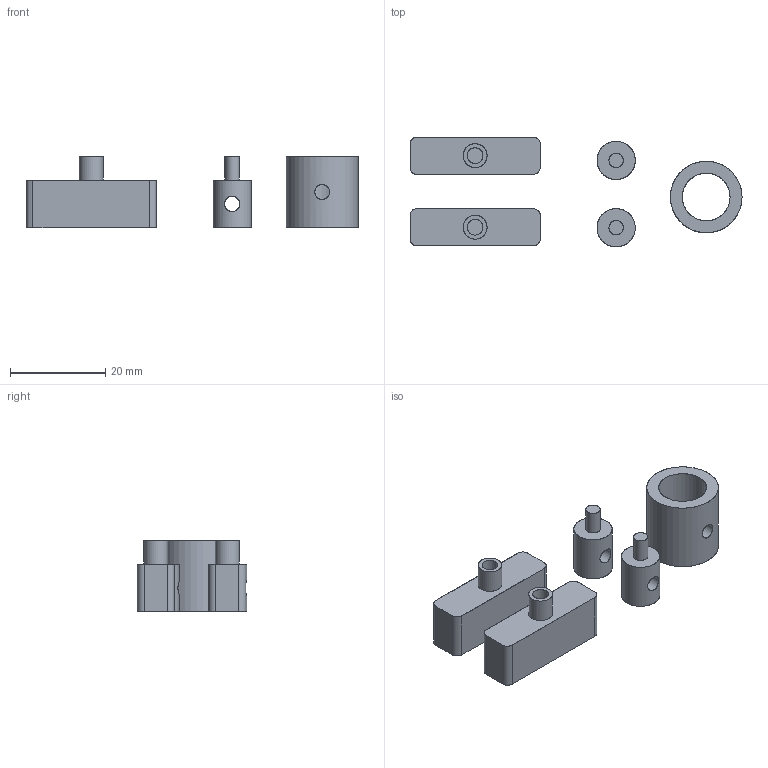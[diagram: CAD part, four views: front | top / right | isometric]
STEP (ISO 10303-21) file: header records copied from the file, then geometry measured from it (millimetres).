
FILE_DESCRIPTION(/* description */ (''),/* implementation_level */ '2;1');
FILE_NAME(/* name */ 'Trammel-of-Archimedes HOLDER.step',/* time_stamp */ '2025-08-23T17:05:37-04:00',/* author */ (''),/* organization */ (''),/* preprocessor_version */ 'ST-DEVELOPER v20.1',/* originating_system */ 'Autodesk Translation Framework v14.10.0.0',/* authorisation */ '');
FILE_SCHEMA (('AUTOMOTIVE_DESIGN { 1 0 10303 214 3 1 1 }'));
Length unit declared in the file: millimetre
Products named in the file (2): Document; Trammel-of-Archimedes-Body
Assembly tree (1 placements, depth 2):
  Document
    Trammel-of-Archimedes-Body
Bounding box: 69.59 x 23.01 x 15 mm (x, y, z)
Surface area: 4744.3 mm2 (no closed solid volume)
Topology: 0 solids, 47 shells, 49 faces, 4350 edges, 4331 vertices
Faces by surface type: plane 24, cylinder 23, bspline 2
Full cylindrical faces by diameter (mm): 2 x2, 3 x2, 3.1 x1, 3.2 x2, 5 x2, 8 x2, 10 x1, 15 x1
Entity records: 38602 total; most frequent: CARTESIAN_POINT 11544, DIRECTION 5058, ORIENTED_EDGE 4369, EDGE_CURVE 4350, VERTEX_POINT 4331, LINE 3302, VECTOR 3302, AXIS2_PLACEMENT_3D 878
